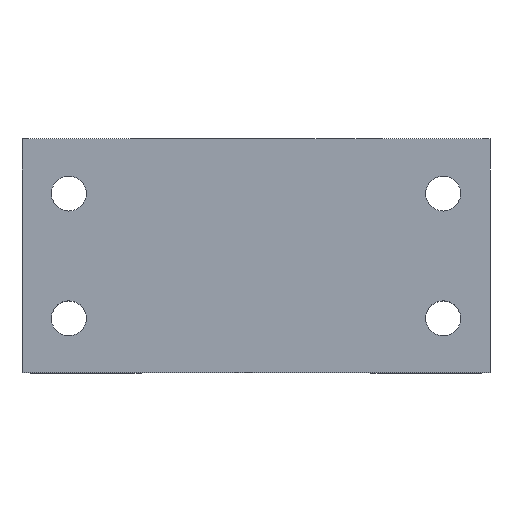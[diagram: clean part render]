
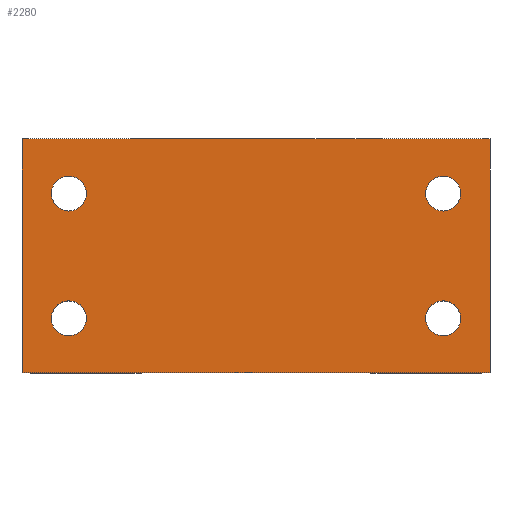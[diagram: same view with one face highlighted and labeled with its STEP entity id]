
A CAD part, top view. The second image highlights one B-rep face of the part: STEP entity #2280.
In plain terms, the highlighted planar face has unit normal (0, 0, 1).
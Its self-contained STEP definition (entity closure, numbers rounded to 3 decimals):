
#181=CARTESIAN_POINT('',(-1.355,0.5,0.375));
#182=VERTEX_POINT('',#181);
#191=CARTESIAN_POINT('',(-1.635,0.5,0.375));
#192=VERTEX_POINT('',#191);
#193=CARTESIAN_POINT('',(-1.495,0.5,0.375));
#194=DIRECTION('',(0.0,0.0,-1.0));
#195=DIRECTION('',(1.0,0.0,0.0));
#196=AXIS2_PLACEMENT_3D('',#193,#194,#195);
#197=CIRCLE('',#196,0.14);
#198=EDGE_CURVE('',#192,#182,#197,.T.);
#232=CARTESIAN_POINT('',(1.645,0.5,0.375));
#233=VERTEX_POINT('',#232);
#242=CARTESIAN_POINT('',(1.365,0.5,0.375));
#243=VERTEX_POINT('',#242);
#244=CARTESIAN_POINT('',(1.505,0.5,0.375));
#245=DIRECTION('',(0.0,0.0,-1.0));
#246=DIRECTION('',(1.0,0.0,0.0));
#247=AXIS2_PLACEMENT_3D('',#244,#245,#246);
#248=CIRCLE('',#247,0.14);
#249=EDGE_CURVE('',#243,#233,#248,.T.);
#274=CARTESIAN_POINT('',(1.645,-0.5,0.375));
#275=VERTEX_POINT('',#274);
#284=CARTESIAN_POINT('',(1.365,-0.5,0.375));
#285=VERTEX_POINT('',#284);
#286=CARTESIAN_POINT('',(1.505,-0.5,0.375));
#287=DIRECTION('',(0.0,0.0,-1.0));
#288=DIRECTION('',(1.0,0.0,0.0));
#289=AXIS2_PLACEMENT_3D('',#286,#287,#288);
#290=CIRCLE('',#289,0.14);
#291=EDGE_CURVE('',#285,#275,#290,.T.);
#325=CARTESIAN_POINT('',(-1.355,-0.5,0.375));
#326=VERTEX_POINT('',#325);
#335=CARTESIAN_POINT('',(-1.635,-0.5,0.375));
#336=VERTEX_POINT('',#335);
#337=CARTESIAN_POINT('',(-1.495,-0.5,0.375));
#338=DIRECTION('',(0.0,0.0,-1.0));
#339=DIRECTION('',(1.0,0.0,0.0));
#340=AXIS2_PLACEMENT_3D('',#337,#338,#339);
#341=CIRCLE('',#340,0.14);
#342=EDGE_CURVE('',#336,#326,#341,.T.);
#1607=CARTESIAN_POINT('',(-1.495,-0.5,0.375));
#1608=DIRECTION('',(0.0,0.0,-1.0));
#1609=DIRECTION('',(1.0,0.0,0.0));
#1610=AXIS2_PLACEMENT_3D('',#1607,#1608,#1609);
#1611=CIRCLE('',#1610,0.14);
#1612=EDGE_CURVE('',#326,#336,#1611,.T.);
#1625=CARTESIAN_POINT('',(1.505,-0.5,0.375));
#1626=DIRECTION('',(0.0,0.0,-1.0));
#1627=DIRECTION('',(1.0,0.0,0.0));
#1628=AXIS2_PLACEMENT_3D('',#1625,#1626,#1627);
#1629=CIRCLE('',#1628,0.14);
#1630=EDGE_CURVE('',#275,#285,#1629,.T.);
#1644=CARTESIAN_POINT('',(1.505,0.5,0.375));
#1645=DIRECTION('',(0.0,0.0,-1.0));
#1646=DIRECTION('',(1.0,0.0,0.0));
#1647=AXIS2_PLACEMENT_3D('',#1644,#1645,#1646);
#1648=CIRCLE('',#1647,0.14);
#1649=EDGE_CURVE('',#233,#243,#1648,.T.);
#1662=CARTESIAN_POINT('',(-1.495,0.5,0.375));
#1663=DIRECTION('',(0.0,0.0,-1.0));
#1664=DIRECTION('',(1.0,0.0,0.0));
#1665=AXIS2_PLACEMENT_3D('',#1662,#1663,#1664);
#1666=CIRCLE('',#1665,0.14);
#1667=EDGE_CURVE('',#182,#192,#1666,.T.);
#2206=CARTESIAN_POINT('',(-1.87,-0.937,0.375));
#2207=VERTEX_POINT('',#2206);
#2214=CARTESIAN_POINT('',(-1.87,0.938,0.375));
#2215=VERTEX_POINT('',#2214);
#2216=CARTESIAN_POINT('',(-1.87,0.938,0.375));
#2217=DIRECTION('',(0.0,-1.0,0.0));
#2218=VECTOR('',#2217,1.875);
#2219=LINE('',#2216,#2218);
#2220=EDGE_CURVE('',#2215,#2207,#2219,.T.);
#2234=CARTESIAN_POINT('',(-1.87,0.938,0.375));
#2235=DIRECTION('',(0.0,0.0,1.0));
#2236=DIRECTION('',(-1.0,0.0,0.0));
#2237=AXIS2_PLACEMENT_3D('',#2234,#2235,#2236);
#2238=PLANE('',#2237);
#2239=CARTESIAN_POINT('',(1.88,-0.937,0.375));
#2240=VERTEX_POINT('',#2239);
#2241=CARTESIAN_POINT('',(-1.87,-0.937,0.375));
#2242=DIRECTION('',(1.0,0.0,0.0));
#2243=VECTOR('',#2242,3.75);
#2244=LINE('',#2241,#2243);
#2245=EDGE_CURVE('',#2207,#2240,#2244,.T.);
#2246=ORIENTED_EDGE('',*,*,#2245,.T.);
#2247=CARTESIAN_POINT('',(1.88,0.938,0.375));
#2248=VERTEX_POINT('',#2247);
#2249=CARTESIAN_POINT('',(1.88,0.938,0.375));
#2250=DIRECTION('',(0.0,-1.0,0.0));
#2251=VECTOR('',#2250,1.875);
#2252=LINE('',#2249,#2251);
#2253=EDGE_CURVE('',#2248,#2240,#2252,.T.);
#2254=ORIENTED_EDGE('',*,*,#2253,.F.);
#2255=CARTESIAN_POINT('',(-1.87,0.938,0.375));
#2256=DIRECTION('',(1.0,0.0,0.0));
#2257=VECTOR('',#2256,3.75);
#2258=LINE('',#2255,#2257);
#2259=EDGE_CURVE('',#2215,#2248,#2258,.T.);
#2260=ORIENTED_EDGE('',*,*,#2259,.F.);
#2261=ORIENTED_EDGE('',*,*,#2220,.T.);
#2262=EDGE_LOOP('',(#2246,#2254,#2260,#2261));
#2263=FACE_OUTER_BOUND('',#2262,.T.);
#2264=ORIENTED_EDGE('',*,*,#1612,.T.);
#2265=ORIENTED_EDGE('',*,*,#342,.T.);
#2266=EDGE_LOOP('',(#2264,#2265));
#2267=FACE_BOUND('',#2266,.T.);
#2268=ORIENTED_EDGE('',*,*,#1630,.T.);
#2269=ORIENTED_EDGE('',*,*,#291,.T.);
#2270=EDGE_LOOP('',(#2268,#2269));
#2271=FACE_BOUND('',#2270,.T.);
#2272=ORIENTED_EDGE('',*,*,#1649,.T.);
#2273=ORIENTED_EDGE('',*,*,#249,.T.);
#2274=EDGE_LOOP('',(#2272,#2273));
#2275=FACE_BOUND('',#2274,.T.);
#2276=ORIENTED_EDGE('',*,*,#1667,.T.);
#2277=ORIENTED_EDGE('',*,*,#198,.T.);
#2278=EDGE_LOOP('',(#2276,#2277));
#2279=FACE_BOUND('',#2278,.T.);
#2280=ADVANCED_FACE('',(#2263,#2267,#2271,#2275,#2279),#2238,.T.);
